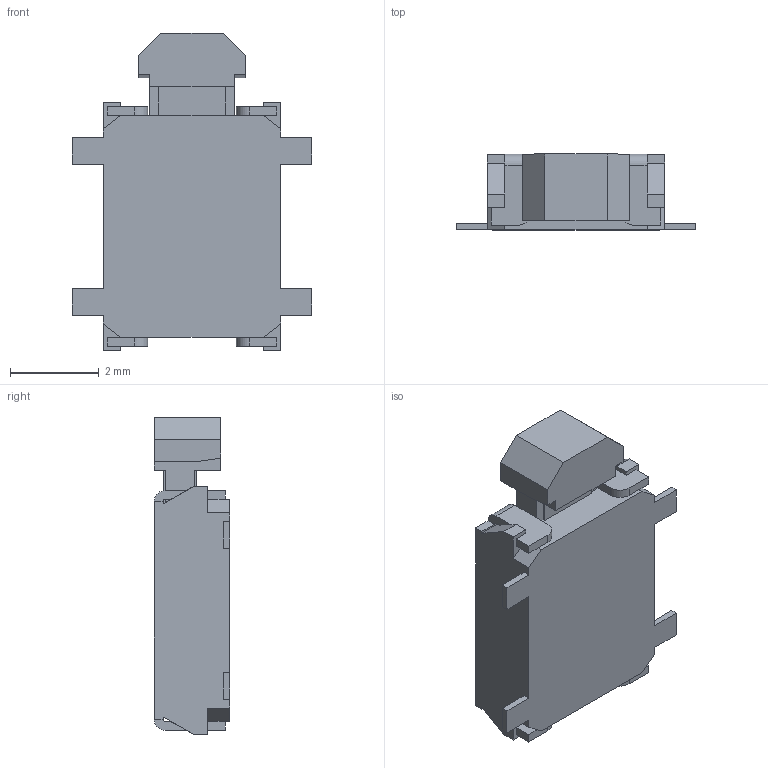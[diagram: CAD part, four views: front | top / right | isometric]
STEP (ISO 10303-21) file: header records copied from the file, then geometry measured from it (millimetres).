
FILE_DESCRIPTION((''),'2;1');
FILE_NAME('C-1571262-2','2009-10-09T',('workeradm'),(''),'PRO/ENGINEER BY PARAMETRIC TECHNOLOGY CORPORATION, 2008380','PRO/ENGINEER BY PARAMETRIC TECHNOLOGY CORPORATION, 2008380','');
FILE_SCHEMA(('AUTOMOTIVE_DESIGN { 1 0 10303 214 1 1 1 1 }'));
Length unit declared in the file: millimetre
Products named in the file (1): C-1571262-2
Bounding box: 5.4 x 1.7 x 7.15 mm (x, y, z)
Volume: 39.8 mm3; surface area: 96.2 mm2
Topology: 1 solids, 1 shells, 115 faces, 333 edges, 212 vertices
Faces by surface type: plane 103, cylinder 12
Entity records: 3747 total; most frequent: ORIENTED_EDGE 666, CARTESIAN_POINT 661, DIRECTION 587, EDGE_CURVE 333, VECTOR 309, LINE 309, VERTEX_POINT 212, AXIS2_PLACEMENT_3D 139
